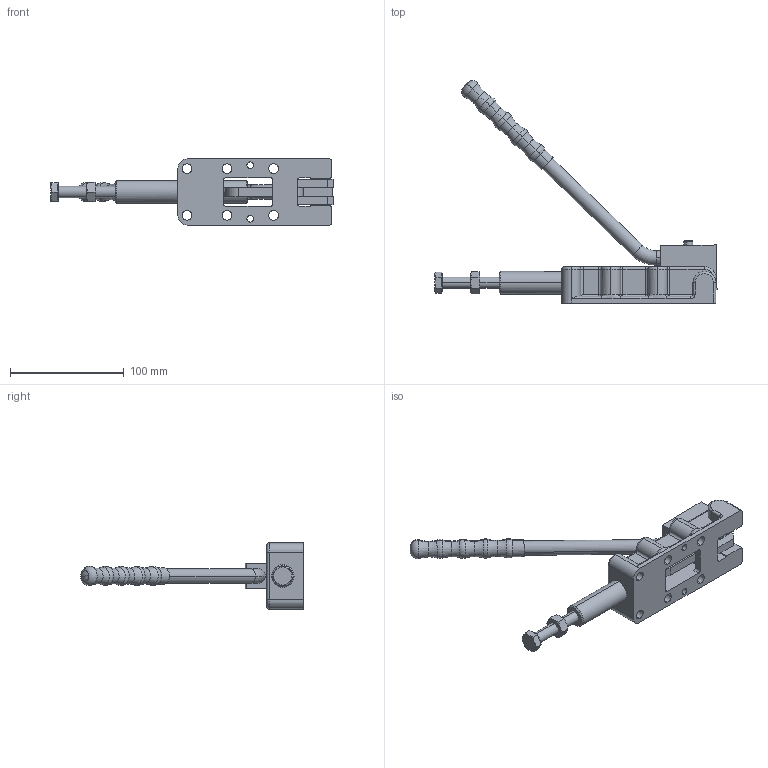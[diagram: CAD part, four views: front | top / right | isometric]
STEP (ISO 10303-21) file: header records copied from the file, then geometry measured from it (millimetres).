
FILE_DESCRIPTION (( 'STEP AP214' ), '1' );
FILE_NAME ('GH-31200HL(Â²¤Æ)-1.STEP', '2020-06-15T06:10:35', ( 'LinWei' ), ( '' ), 'SwSTEP 2.0', 'SolidWorks 2016', '' );
FILE_SCHEMA (( 'AUTOMOTIVE_DESIGN' ));
Length unit declared in the file: millimetre
Products named in the file (6): Group1^GH-31200HL(簡化); 13120005-1^GH-31200HL(簡化)-1; Group5^GH-31200HL(簡化)-1; Group4^GH-31200HL(簡化)-1; Group3^GH-31200HL(簡化)-1; GH-31200HL(簡化)-1
Assembly tree (5 placements, depth 2):
  GH-31200HL(簡化)-1
    Group3^GH-31200HL(簡化)-1
    Group4^GH-31200HL(簡化)-1
    Group5^GH-31200HL(簡化)-1
    13120005-1^GH-31200HL(簡化)-1
    Group1^GH-31200HL(簡化)
Bounding box: 247.51 x 195.41 x 58.2 mm (x, y, z)
Volume: 236340.3 mm3; surface area: 75968 mm2
Topology: 5 solids, 5 shells, 311 faces, 770 edges, 467 vertices
Faces by surface type: cylinder 114, plane 90, torus 64, cone 29, sphere 10, bspline 4
Entity records: 15739 total; most frequent: CARTESIAN_POINT 7030, DIRECTION 1659, ORIENTED_EDGE 1520, EDGE_CURVE 760, AXIS2_PLACEMENT_3D 682, VERTEX_POINT 467, CIRCLE 367, EDGE_LOOP 351
